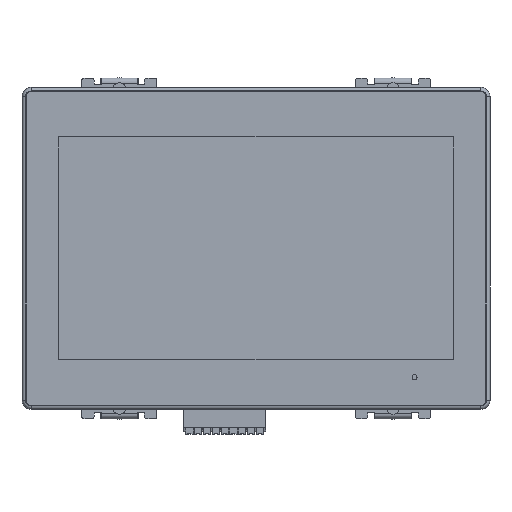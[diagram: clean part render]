
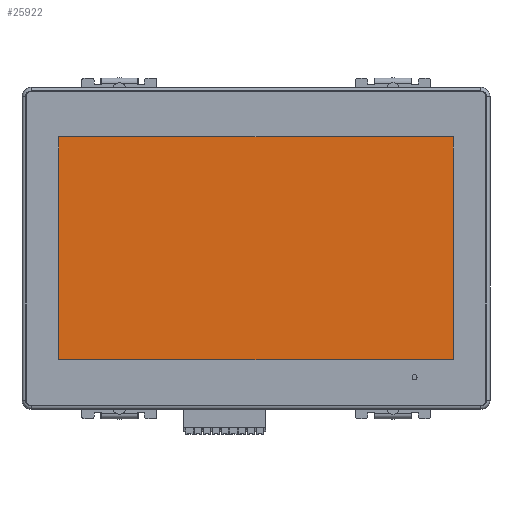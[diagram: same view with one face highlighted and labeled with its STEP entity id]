
A CAD part, top view. The second image highlights one B-rep face of the part: STEP entity #25922.
In plain terms, the highlighted planar face has unit normal (0, 0, 1).
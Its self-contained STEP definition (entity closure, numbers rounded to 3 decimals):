
#4702 = DIRECTION ( 'NONE',  ( 0., 0., 1. ) ) ;
#6978 = VERTEX_POINT ( 'NONE', #39675 ) ;
#7846 = CARTESIAN_POINT ( 'NONE',  ( -78.3, -44.3, 5.9 ) ) ;
#9920 = CARTESIAN_POINT ( 'NONE',  ( 0., 0., 5.9 ) ) ;
#12685 = EDGE_CURVE ( 'NONE', #70373, #6978, #16061, .T. ) ;
#15054 = CARTESIAN_POINT ( 'NONE',  ( 78.3, 44.3, 5.9 ) ) ;
#15702 = ORIENTED_EDGE ( 'NONE', *, *, #53829, .T. ) ;
#16061 = LINE ( 'NONE', #38809, #29142 ) ;
#16584 = ORIENTED_EDGE ( 'NONE', *, *, #37235, .T. ) ;
#17629 = DIRECTION ( 'NONE',  ( 0., 1., 0. ) ) ;
#20786 = EDGE_CURVE ( 'NONE', #6978, #66452, #68694, .T. ) ;
#21102 = PLANE ( 'NONE',  #35578 ) ;
#24282 = ORIENTED_EDGE ( 'NONE', *, *, #20786, .T. ) ;
#25922 = ADVANCED_FACE ( 'NONE', ( #25941 ), #21102, .T. ) ;
#25941 = FACE_OUTER_BOUND ( 'NONE', #71992, .T. ) ;
#29142 = VECTOR ( 'NONE', #39177, 1000. ) ;
#31962 = CARTESIAN_POINT ( 'NONE',  ( -78.3, 44.3, 5.9 ) ) ;
#32938 = CARTESIAN_POINT ( 'NONE',  ( -78.3, 44.3, 5.9 ) ) ;
#34409 = VECTOR ( 'NONE', #17629, 1000. ) ;
#35578 = AXIS2_PLACEMENT_3D ( 'NONE', #9920, #4702, #71419 ) ;
#37235 = EDGE_CURVE ( 'NONE', #46584, #70373, #67588, .T. ) ;
#38809 = CARTESIAN_POINT ( 'NONE',  ( -78.3, -44.3, 5.9 ) ) ;
#39177 = DIRECTION ( 'NONE',  ( 1., 0., 0. ) ) ;
#39675 = CARTESIAN_POINT ( 'NONE',  ( 78.3, -44.3, 5.9 ) ) ;
#40015 = CARTESIAN_POINT ( 'NONE',  ( 78.3, -44.3, 5.9 ) ) ;
#41367 = VECTOR ( 'NONE', #73185, 1000. ) ;
#43554 = VECTOR ( 'NONE', #56046, 1000. ) ;
#45270 = ORIENTED_EDGE ( 'NONE', *, *, #12685, .T. ) ;
#46024 = CARTESIAN_POINT ( 'NONE',  ( 78.3, 44.3, 5.9 ) ) ;
#46584 = VERTEX_POINT ( 'NONE', #31962 ) ;
#53829 = EDGE_CURVE ( 'NONE', #66452, #46584, #72804, .T. ) ;
#56046 = DIRECTION ( 'NONE',  ( 0., -1., 0. ) ) ;
#66452 = VERTEX_POINT ( 'NONE', #46024 ) ;
#67588 = LINE ( 'NONE', #32938, #43554 ) ;
#68694 = LINE ( 'NONE', #40015, #34409 ) ;
#70373 = VERTEX_POINT ( 'NONE', #7846 ) ;
#71419 = DIRECTION ( 'NONE',  ( -1., 0., 0. ) ) ;
#71992 = EDGE_LOOP ( 'NONE', ( #24282, #15702, #16584, #45270 ) ) ;
#72804 = LINE ( 'NONE', #15054, #41367 ) ;
#73185 = DIRECTION ( 'NONE',  ( -1., 0., 0. ) ) ;
